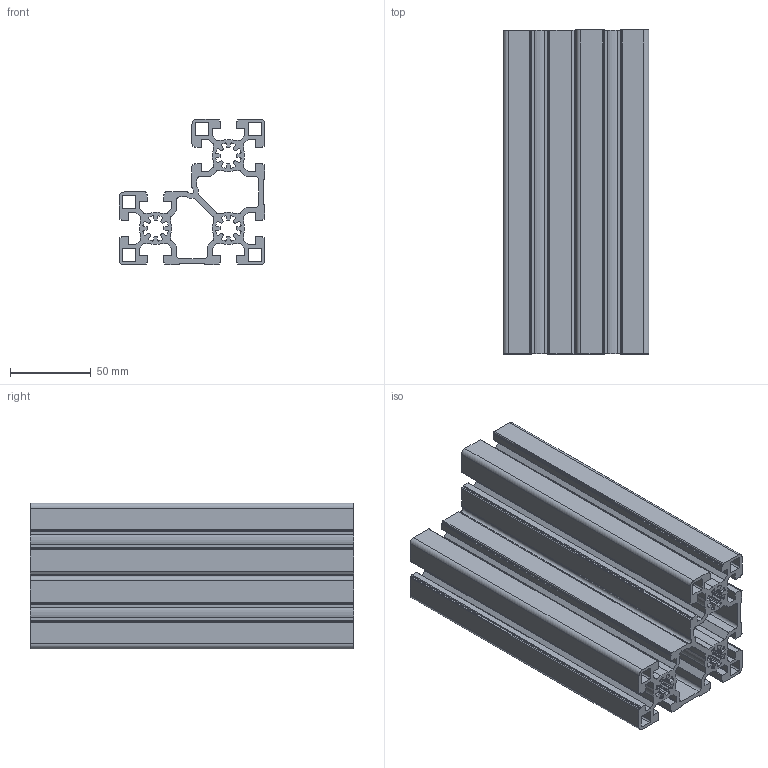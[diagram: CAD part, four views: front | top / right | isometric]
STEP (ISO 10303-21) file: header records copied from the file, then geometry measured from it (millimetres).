
FILE_DESCRIPTION(/* description */ ('Aluminiumprofil 45x90x90L'),/* implementation_level */ '2;1');
FILE_NAME(/* name */ 'Syskomp 411992387 Aluminiumprofil 45x90x90L.stp',/* time_stamp */ '2017-08-17T12:10:35+02:00',/* author */ ('wheldmann'),/* organization */ (''),/* preprocessor_version */ 'ST-DEVELOPER v16.1',/* originating_system */ 'Autodesk Inventor 2016',/* authorisation */ ' ');
FILE_SCHEMA (('AUTOMOTIVE_DESIGN { 1 0 10303 214 3 1 1 }'));
Length unit declared in the file: millimetre
Products named in the file (1): 411992387 Aluminiumprofil 45x90x90L - 200
Bounding box: 90 x 200 x 90 mm (x, y, z)
Volume: 420250.5 mm3; surface area: 270095 mm2
Topology: 1 solids, 1 shells, 574 faces, 1716 edges, 1144 vertices
Faces by surface type: cylinder 338, plane 236
Entity records: 19640 total; most frequent: DIRECTION 3542, CARTESIAN_POINT 3435, ORIENTED_EDGE 3432, EDGE_CURVE 1716, AXIS2_PLACEMENT_3D 1251, VERTEX_POINT 1144, LINE 1040, VECTOR 1040
